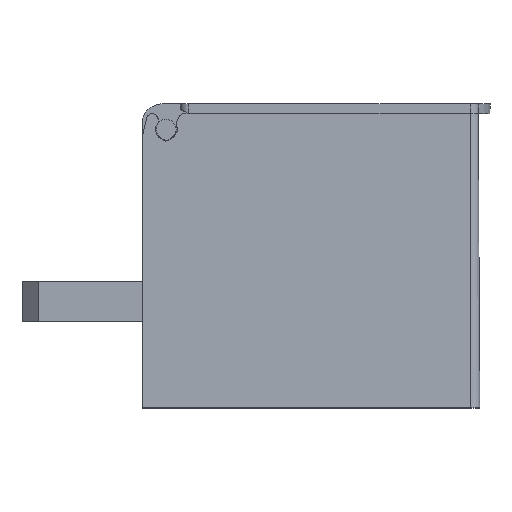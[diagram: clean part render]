
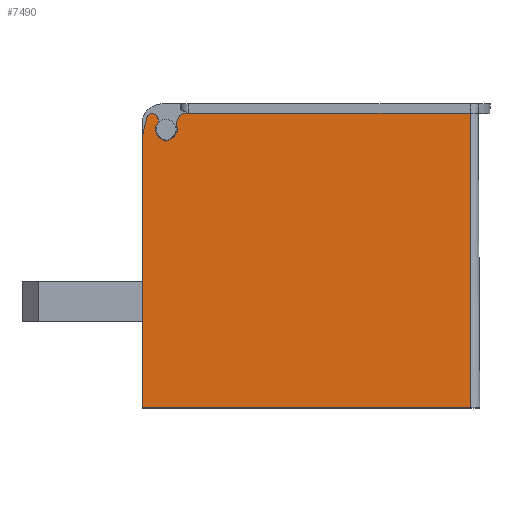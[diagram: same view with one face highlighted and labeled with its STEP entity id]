
A CAD part, top view. The second image highlights one B-rep face of the part: STEP entity #7490.
In plain terms, the highlighted planar face has unit normal (0, 0.005, 1).
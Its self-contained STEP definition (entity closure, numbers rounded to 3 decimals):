
#1275=DIRECTION('',(0.,-1.,0.005));
#1276=VECTOR('',#1275,33.8);
#1277=CARTESIAN_POINT('',(-21.,43.,8.916));
#1278=LINE('',#1277,#1276);
#1396=DIRECTION('',(-1.,0.,0.));
#1397=VECTOR('',#1396,0.363);
#1398=CARTESIAN_POINT('',(-15.2,46.,8.9));
#1399=LINE('',#1398,#1397);
#1408=DIRECTION('',(-1.,0.,0.));
#1409=VECTOR('',#1408,35.2);
#1410=CARTESIAN_POINT('',(20.,46.,8.9));
#1411=LINE('',#1410,#1409);
#1412=DIRECTION('',(0.227,0.974,-0.005));
#1413=VECTOR('',#1412,2.446);
#1414=CARTESIAN_POINT('',(-21.,43.,8.916));
#1415=LINE('',#1414,#1413);
#1416=CARTESIAN_POINT('',(-20.444,45.382,8.903));
#1417=CARTESIAN_POINT('',(-20.4,45.571,8.902));
#1418=CARTESIAN_POINT('',(-20.214,45.835,8.901));
#1419=CARTESIAN_POINT('',(-19.926,45.981,8.9));
#1420=CARTESIAN_POINT('',(-19.733,45.997,8.9));
#1422=CARTESIAN_POINT('',(-19.,44.869,8.906));
#1423=CARTESIAN_POINT('',(-19.118,44.734,8.907));
#1424=CARTESIAN_POINT('',(-19.244,44.497,8.908));
#1425=CARTESIAN_POINT('',(-19.353,44.068,8.91));
#1426=CARTESIAN_POINT('',(-19.299,43.592,8.913));
#1427=CARTESIAN_POINT('',(-19.071,43.171,8.915));
#1428=CARTESIAN_POINT('',(-18.737,42.881,8.916));
#1429=CARTESIAN_POINT('',(-18.498,42.759,8.917));
#1430=CARTESIAN_POINT('',(-18.324,42.715,8.917));
#1432=CARTESIAN_POINT('',(-17.676,42.715,8.917));
#1433=CARTESIAN_POINT('',(-17.423,42.779,8.917));
#1434=CARTESIAN_POINT('',(-17.031,43.022,8.916));
#1435=CARTESIAN_POINT('',(-16.784,43.412,8.914));
#1436=CARTESIAN_POINT('',(-16.718,43.665,8.912));
#1438=CARTESIAN_POINT('',(-16.718,44.335,8.909));
#1439=CARTESIAN_POINT('',(-16.727,44.371,8.909));
#1440=CARTESIAN_POINT('',(-16.738,44.405,8.908));
#1441=CARTESIAN_POINT('',(-16.75,44.439,8.908));
#1443=DIRECTION('',(0.359,0.933,-0.005));
#1444=VECTOR('',#1443,0.706);
#1445=CARTESIAN_POINT('',(-16.75,44.7,8.907));
#1446=LINE('',#1445,#1444);
#1480=DIRECTION('',(0.,1.,-0.005));
#1481=VECTOR('',#1480,36.801);
#1482=CARTESIAN_POINT('',(20.,9.2,9.093));
#1483=LINE('',#1482,#1481);
#2025=DIRECTION('',(1.,0.,0.));
#2026=VECTOR('',#2025,41.);
#2027=CARTESIAN_POINT('',(-21.,9.2,9.093));
#2028=LINE('',#2027,#2026);
#2587=CARTESIAN_POINT('',(-19.,45.2,8.904));
#2588=CARTESIAN_POINT('',(-19.,45.323,8.904));
#2589=CARTESIAN_POINT('',(-19.05,45.522,8.903));
#2590=CARTESIAN_POINT('',(-19.2,45.752,8.901));
#2591=CARTESIAN_POINT('',(-19.416,45.92,8.9));
#2592=CARTESIAN_POINT('',(-19.61,45.987,8.9));
#2593=CARTESIAN_POINT('',(-19.733,45.997,8.9));
#2603=DIRECTION('',(0.,1.,-0.005));
#2604=VECTOR('',#2603,0.331);
#2605=CARTESIAN_POINT('',(-19.,44.869,8.906));
#2606=LINE('',#2605,#2604);
#2619=CARTESIAN_POINT('',(-17.676,42.715,8.917));
#2620=CARTESIAN_POINT('',(-17.73,42.641,8.918));
#2621=CARTESIAN_POINT('',(-17.838,42.573,8.918));
#2622=CARTESIAN_POINT('',(-18.,42.538,8.918));
#2623=CARTESIAN_POINT('',(-18.162,42.573,8.918));
#2624=CARTESIAN_POINT('',(-18.27,42.641,8.918));
#2625=CARTESIAN_POINT('',(-18.324,42.715,8.917));
#2643=CARTESIAN_POINT('',(-16.718,44.335,8.909));
#2644=CARTESIAN_POINT('',(-16.597,44.257,8.909));
#2645=CARTESIAN_POINT('',(-16.536,44.145,8.91));
#2646=CARTESIAN_POINT('',(-16.536,44.,8.91));
#2648=CARTESIAN_POINT('',(-16.536,44.,8.91));
#2649=CARTESIAN_POINT('',(-16.536,43.855,8.911));
#2650=CARTESIAN_POINT('',(-16.597,43.743,8.912));
#2651=CARTESIAN_POINT('',(-16.718,43.665,8.912));
#2671=DIRECTION('',(0.,-1.,0.005));
#2672=VECTOR('',#2671,0.261);
#2673=CARTESIAN_POINT('',(-16.75,44.7,8.907));
#2674=LINE('',#2673,#2672);
#2687=CARTESIAN_POINT('',(-15.563,46.,8.9));
#2688=CARTESIAN_POINT('',(-15.792,46.,8.9));
#2689=CARTESIAN_POINT('',(-16.155,45.862,8.901));
#2690=CARTESIAN_POINT('',(-16.414,45.573,8.902));
#2691=CARTESIAN_POINT('',(-16.497,45.359,8.903));
#4567=VERTEX_POINT('',#1422);
#4568=VERTEX_POINT('',#1430);
#4573=CARTESIAN_POINT('',(-16.75,44.439,8.908));
#4575=VERTEX_POINT('',#4573);
#4617=CARTESIAN_POINT('',(-21.,43.,8.916));
#4618=VERTEX_POINT('',#4617);
#4619=CARTESIAN_POINT('',(-21.,9.2,9.093));
#4620=VERTEX_POINT('',#4619);
#4633=CARTESIAN_POINT('',(-20.444,45.382,8.903));
#4634=VERTEX_POINT('',#4633);
#4635=VERTEX_POINT('',#2687);
#4636=VERTEX_POINT('',#2691);
#4637=CARTESIAN_POINT('',(20.,9.2,9.093));
#4638=VERTEX_POINT('',#4637);
#4639=VERTEX_POINT('',#1420);
#4640=VERTEX_POINT('',#2587);
#4641=VERTEX_POINT('',#2619);
#4642=VERTEX_POINT('',#1436);
#4643=VERTEX_POINT('',#2648);
#4644=VERTEX_POINT('',#2643);
#4645=CARTESIAN_POINT('',(-16.75,44.7,8.907));
#4646=VERTEX_POINT('',#4645);
#5583=CARTESIAN_POINT('',(20.,46.,8.9));
#5584=CARTESIAN_POINT('',(-15.2,46.,8.9));
#5585=VERTEX_POINT('',#5583);
#5586=VERTEX_POINT('',#5584);
#7449=CARTESIAN_POINT('',(-0.5,27.6,8.996));
#7450=DIRECTION('',(0.,0.005,1.));
#7451=DIRECTION('',(1.,0.,0.));
#7452=AXIS2_PLACEMENT_3D('',#7449,#7450,#7451);
#7453=PLANE('',#7452);
#7455=ORIENTED_EDGE('',*,*,#7454,.F.);
#7457=ORIENTED_EDGE('',*,*,#7456,.F.);
#7459=ORIENTED_EDGE('',*,*,#7458,.F.);
#7460=ORIENTED_EDGE('',*,*,#7186,.F.);
#7462=ORIENTED_EDGE('',*,*,#7461,.T.);
#7464=ORIENTED_EDGE('',*,*,#7463,.T.);
#7466=ORIENTED_EDGE('',*,*,#7465,.F.);
#7468=ORIENTED_EDGE('',*,*,#7467,.F.);
#7470=ORIENTED_EDGE('',*,*,#7469,.T.);
#7472=ORIENTED_EDGE('',*,*,#7471,.F.);
#7474=ORIENTED_EDGE('',*,*,#7473,.T.);
#7476=ORIENTED_EDGE('',*,*,#7475,.F.);
#7478=ORIENTED_EDGE('',*,*,#7477,.F.);
#7480=ORIENTED_EDGE('',*,*,#7479,.T.);
#7482=ORIENTED_EDGE('',*,*,#7481,.F.);
#7484=ORIENTED_EDGE('',*,*,#7483,.T.);
#7486=ORIENTED_EDGE('',*,*,#7485,.F.);
#7487=ORIENTED_EDGE('',*,*,#7441,.F.);
#7488=EDGE_LOOP('',(#7455,#7457,#7459,#7460,#7462,#7464,#7466,#7468,#7470,#7472,
#7474,#7476,#7478,#7480,#7482,#7484,#7486,#7487));
#7489=FACE_OUTER_BOUND('',#7488,.F.);
#1421=B_SPLINE_CURVE_WITH_KNOTS('',3,(#1416,#1417,#1418,#1419,#1420),
.UNSPECIFIED.,.F.,.F.,(4,1,4),(0.,0.5,1.),.UNSPECIFIED.);
#1431=B_SPLINE_CURVE_WITH_KNOTS('',3,(#1422,#1423,#1424,#1425,#1426,#1427,#1428,
#1429,#1430),.UNSPECIFIED.,.F.,.F.,(4,1,1,1,1,1,4),(0.,0.125,0.25,0.5,
0.75,0.875,1.),.UNSPECIFIED.);
#1437=B_SPLINE_CURVE_WITH_KNOTS('',3,(#1432,#1433,#1434,#1435,#1436),
.UNSPECIFIED.,.F.,.F.,(4,1,4),(0.,0.5,1.),.UNSPECIFIED.);
#1442=B_SPLINE_CURVE_WITH_KNOTS('',3,(#1438,#1439,#1440,#1441),.UNSPECIFIED.,
.F.,.F.,(4,4),(0.,1.),.UNSPECIFIED.);
#2594=B_SPLINE_CURVE_WITH_KNOTS('',3,(#2587,#2588,#2589,#2590,#2591,#2592,
#2593),.UNSPECIFIED.,.F.,.F.,(4,1,1,1,4),(0.,0.25,0.5,0.75,1.),
.UNSPECIFIED.);
#2626=B_SPLINE_CURVE_WITH_KNOTS('',3,(#2619,#2620,#2621,#2622,#2623,#2624,
#2625),.UNSPECIFIED.,.F.,.F.,(4,1,1,1,4),(0.,0.25,0.5,0.75,1.),
.UNSPECIFIED.);
#2647=B_SPLINE_CURVE_WITH_KNOTS('',3,(#2643,#2644,#2645,#2646),.UNSPECIFIED.,
.F.,.F.,(4,4),(0.,1.),.UNSPECIFIED.);
#2652=B_SPLINE_CURVE_WITH_KNOTS('',3,(#2648,#2649,#2650,#2651),.UNSPECIFIED.,
.F.,.F.,(4,4),(0.,1.),.UNSPECIFIED.);
#2692=B_SPLINE_CURVE_WITH_KNOTS('',3,(#2687,#2688,#2689,#2690,#2691),
.UNSPECIFIED.,.F.,.F.,(4,1,4),(0.,0.5,1.),.UNSPECIFIED.);
#7186=EDGE_CURVE('',#4618,#4620,#1278,.T.);
#7441=EDGE_CURVE('',#5586,#4635,#1399,.T.);
#7454=EDGE_CURVE('',#5585,#5586,#1411,.T.);
#7456=EDGE_CURVE('',#4638,#5585,#1483,.T.);
#7458=EDGE_CURVE('',#4620,#4638,#2028,.T.);
#7461=EDGE_CURVE('',#4618,#4634,#1415,.T.);
#7463=EDGE_CURVE('',#4634,#4639,#1421,.T.);
#7465=EDGE_CURVE('',#4640,#4639,#2594,.T.);
#7467=EDGE_CURVE('',#4567,#4640,#2606,.T.);
#7469=EDGE_CURVE('',#4567,#4568,#1431,.T.);
#7471=EDGE_CURVE('',#4641,#4568,#2626,.T.);
#7473=EDGE_CURVE('',#4641,#4642,#1437,.T.);
#7475=EDGE_CURVE('',#4643,#4642,#2652,.T.);
#7477=EDGE_CURVE('',#4644,#4643,#2647,.T.);
#7479=EDGE_CURVE('',#4644,#4575,#1442,.T.);
#7481=EDGE_CURVE('',#4646,#4575,#2674,.T.);
#7483=EDGE_CURVE('',#4646,#4636,#1446,.T.);
#7485=EDGE_CURVE('',#4635,#4636,#2692,.T.);
#7490=ADVANCED_FACE('',(#7489),#7453,.T.);
